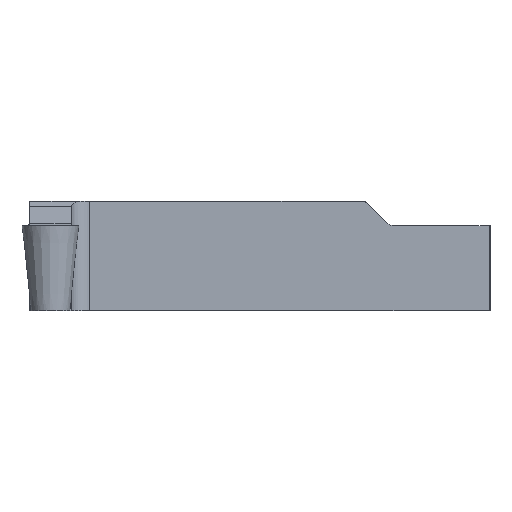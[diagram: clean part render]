
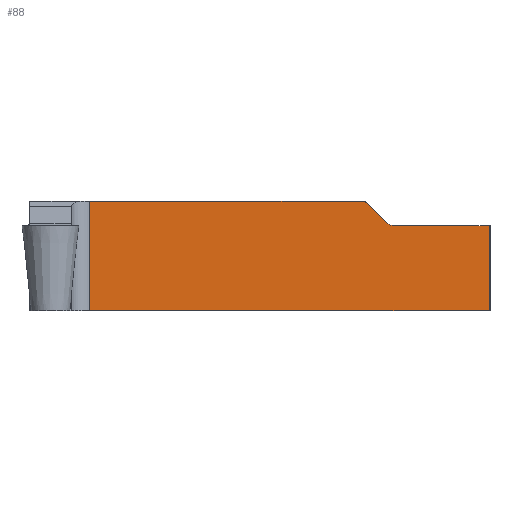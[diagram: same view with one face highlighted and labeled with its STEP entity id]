
A CAD part, left-side view. The second image highlights one B-rep face of the part: STEP entity #88.
In plain terms, the highlighted planar face has unit normal (-1, 0, 0).
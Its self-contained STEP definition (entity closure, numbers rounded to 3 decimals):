
#67=CIRCLE('',#681,0.5);
#68=CIRCLE('',#682,0.25);
#88=ADVANCED_FACE('',(#133),#106,.F.);
#106=PLANE('',#683);
#133=FACE_OUTER_BOUND('',#164,.T.);
#164=EDGE_LOOP('',(#360,#361,#362,#363,#364,#365,#366,#367));
#199=LINE('',#1166,#240);
#203=LINE('',#1191,#244);
#204=LINE('',#1193,#245);
#205=LINE('',#1194,#246);
#206=LINE('',#1198,#247);
#207=LINE('',#1202,#248);
#240=VECTOR('',#784,1.);
#244=VECTOR('',#804,1.);
#245=VECTOR('',#807,1.);
#246=VECTOR('',#808,1.);
#247=VECTOR('',#811,1.);
#248=VECTOR('',#814,1.);
#360=ORIENTED_EDGE('',*,*,#562,.F.);
#361=ORIENTED_EDGE('',*,*,#561,.T.);
#362=ORIENTED_EDGE('',*,*,#563,.F.);
#363=ORIENTED_EDGE('',*,*,#564,.T.);
#364=ORIENTED_EDGE('',*,*,#565,.F.);
#365=ORIENTED_EDGE('',*,*,#566,.T.);
#366=ORIENTED_EDGE('',*,*,#567,.F.);
#367=ORIENTED_EDGE('',*,*,#550,.T.);
#475=VERTEX_POINT('',#1164);
#477=VERTEX_POINT('',#1167);
#483=VERTEX_POINT('',#1186);
#485=VERTEX_POINT('',#1190);
#486=VERTEX_POINT('',#1195);
#487=VERTEX_POINT('',#1197);
#488=VERTEX_POINT('',#1199);
#489=VERTEX_POINT('',#1201);
#550=EDGE_CURVE('',#477,#475,#199,.T.);
#561=EDGE_CURVE('',#483,#485,#203,.T.);
#562=EDGE_CURVE('',#483,#475,#204,.T.);
#563=EDGE_CURVE('',#486,#485,#205,.T.);
#564=EDGE_CURVE('',#486,#487,#67,.T.);
#565=EDGE_CURVE('',#488,#487,#206,.T.);
#566=EDGE_CURVE('',#488,#489,#68,.T.);
#567=EDGE_CURVE('',#477,#489,#207,.T.);
#681=AXIS2_PLACEMENT_3D('',#1196,#809,#810);
#682=AXIS2_PLACEMENT_3D('',#1200,#812,#813);
#683=AXIS2_PLACEMENT_3D('',#1203,#815,#816);
#784=DIRECTION('',(0.,0.,-1.));
#804=DIRECTION('',(0.,0.,1.));
#807=DIRECTION('',(0.,1.,0.));
#808=DIRECTION('',(0.,-1.,0.));
#809=DIRECTION('',(1.,0.,0.));
#810=DIRECTION('',(0.,-1.,0.));
#811=DIRECTION('',(0.,-0.707,-0.707));
#812=DIRECTION('',(-1.,0.,0.));
#813=DIRECTION('',(0.,1.,0.));
#814=DIRECTION('',(0.,-1.,0.));
#815=DIRECTION('',(1.,0.,0.));
#816=DIRECTION('',(0.,-1.,0.));
#1164=CARTESIAN_POINT('',(-1.6,9.32,-4.495));
#1166=CARTESIAN_POINT('',(-1.6,9.32,10.));
#1167=CARTESIAN_POINT('',(-1.6,9.32,1.295));
#1186=CARTESIAN_POINT('',(-1.6,-11.75,-4.495));
#1190=CARTESIAN_POINT('',(-1.6,-11.75,0.));
#1191=CARTESIAN_POINT('',(-1.6,-11.75,10.));
#1193=CARTESIAN_POINT('',(-1.6,-11.75,-4.495));
#1194=CARTESIAN_POINT('',(-1.6,-11.75,0.));
#1195=CARTESIAN_POINT('',(-1.6,-6.707,0.));
#1196=CARTESIAN_POINT('',(-1.6,-6.707,0.5));
#1197=CARTESIAN_POINT('',(-1.6,-6.354,0.146));
#1198=CARTESIAN_POINT('',(-1.6,-4.125,2.375));
#1199=CARTESIAN_POINT('',(-1.6,-5.278,1.222));
#1200=CARTESIAN_POINT('',(-1.6,-5.101,1.045));
#1201=CARTESIAN_POINT('',(-1.6,-5.101,1.295));
#1202=CARTESIAN_POINT('',(-1.6,-11.75,1.295));
#1203=CARTESIAN_POINT('',(-1.6,-11.75,10.));
